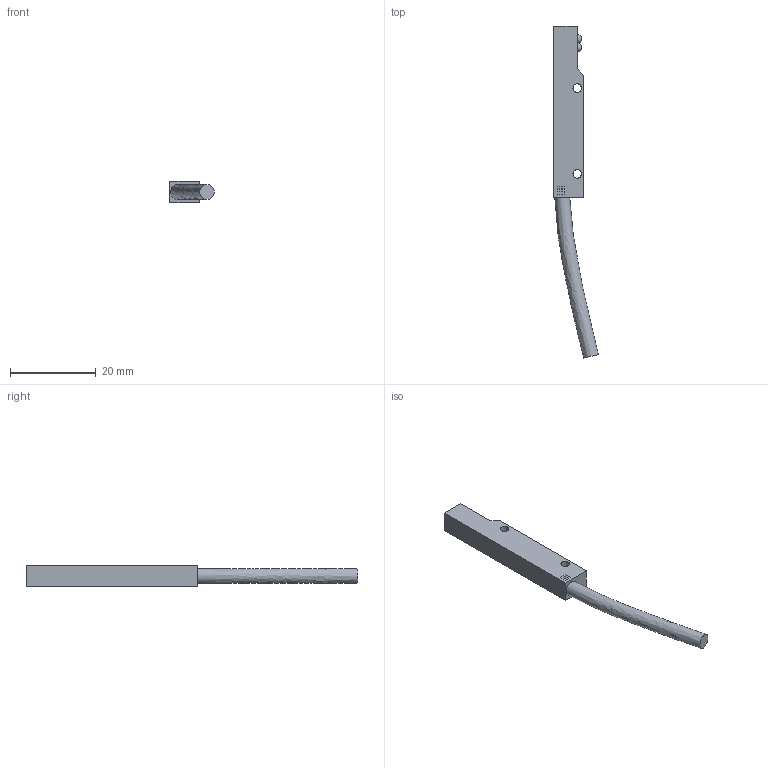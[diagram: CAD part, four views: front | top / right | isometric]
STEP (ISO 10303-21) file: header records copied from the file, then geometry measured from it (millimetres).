
FILE_DESCRIPTION((''),'2;1');
FILE_NAME('OTV_Q5_M.stp','2009-03-28T09:20:44',('User'),(''),'Autodesk Inventor 10','Autodesk Inventor 10','');
FILE_SCHEMA(('AUTOMOTIVE_DESIGN { 1 0 10303 214 1 1 1 1 }'));
Length unit declared in the file: millimetre
Products named in the file (2): OTV_Q5_M
Assembly tree (1 placements, depth 2):
  OTV_Q5_M
    OTV_Q5_M
Bounding box: 10.41 x 77.49 x 5 mm (x, y, z)
Volume: 1651.5 mm3; surface area: 1470 mm2
Topology: 1 solids, 1 shells, 106 faces, 256 edges, 170 vertices
Faces by surface type: plane 100, bspline 3, sphere 2, cylinder 1
Full cylindrical faces by diameter (mm): 3 x1
Entity records: 3248 total; most frequent: CARTESIAN_POINT 764, ORIENTED_EDGE 490, DIRECTION 464, EDGE_CURVE 245, VECTOR 234, LINE 234, VERTEX_POINT 166, EDGE_LOOP 135
